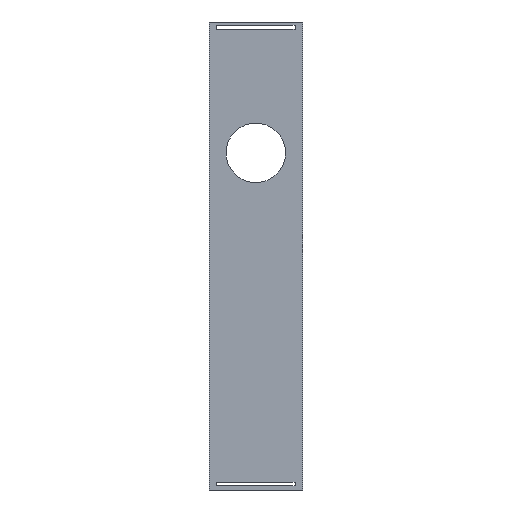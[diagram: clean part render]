
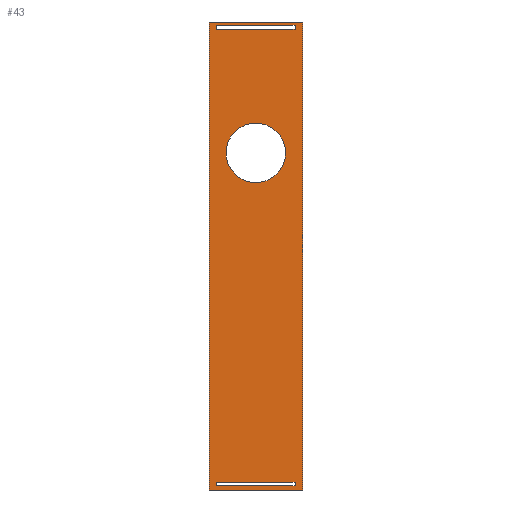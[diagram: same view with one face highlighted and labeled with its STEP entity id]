
A CAD part, front view. The second image highlights one B-rep face of the part: STEP entity #43.
In plain terms, the highlighted planar face has unit normal (0, -1, 0).
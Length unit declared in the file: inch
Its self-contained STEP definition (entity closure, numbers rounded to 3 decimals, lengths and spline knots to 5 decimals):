
#2 = ORIENTED_EDGE ( 'NONE', *, *, #489, .F. ) ;
#4 = ORIENTED_EDGE ( 'NONE', *, *, #313, .F. ) ;
#8 = LINE ( 'NONE', #94, #442 ) ;
#9 = FACE_BOUND ( 'NONE', #193, .T. ) ;
#15 = DIRECTION ( 'NONE',  ( 1., 0., 0. ) ) ;
#21 = CARTESIAN_POINT ( 'NONE',  ( -0.52651, 0., -3.01867 ) ) ;
#22 = VECTOR ( 'NONE', #101, 39.37008 ) ;
#23 = DIRECTION ( 'NONE',  ( 0., 0., -1. ) ) ;
#27 = LINE ( 'NONE', #472, #515 ) ;
#29 = EDGE_CURVE ( 'NONE', #474, #420, #350, .T. ) ;
#34 = EDGE_CURVE ( 'NONE', #293, #222, #340, .T. ) ;
#43 = ADVANCED_FACE ( 'NONE', ( #462, #9, #259, #135 ), #300, .T. ) ;
#45 = CARTESIAN_POINT ( 'NONE',  ( -0.00293, 0., 0.97959 ) ) ;
#55 = LINE ( 'NONE', #189, #22 ) ;
#60 = CARTESIAN_POINT ( 'NONE',  ( -0.62339, 0., 3.12349 ) ) ;
#64 = DIRECTION ( 'NONE',  ( -1., 0., 0. ) ) ;
#74 = LINE ( 'NONE', #234, #369 ) ;
#75 = AXIS2_PLACEMENT_3D ( 'NONE', #93, #134, #422 ) ;
#76 = CARTESIAN_POINT ( 'NONE',  ( -0.52651, 0., -3.06626 ) ) ;
#82 = VERTEX_POINT ( 'NONE', #214 ) ;
#83 = EDGE_CURVE ( 'NONE', #82, #506, #303, .T. ) ;
#85 = VERTEX_POINT ( 'NONE', #385 ) ;
#93 = CARTESIAN_POINT ( 'NONE',  ( -0.00293, 0., 1.37625 ) ) ;
#94 = CARTESIAN_POINT ( 'NONE',  ( 0., 0., -3.01867 ) ) ;
#101 = DIRECTION ( 'NONE',  ( 0., 0., -1. ) ) ;
#102 = CARTESIAN_POINT ( 'NONE',  ( 0.62339, 0., -3.12349 ) ) ;
#110 = ORIENTED_EDGE ( 'NONE', *, *, #402, .F. ) ;
#118 = DIRECTION ( 'NONE',  ( 0., 0., -1. ) ) ;
#119 = ORIENTED_EDGE ( 'NONE', *, *, #294, .F. ) ;
#123 = ORIENTED_EDGE ( 'NONE', *, *, #510, .F. ) ;
#125 = AXIS2_PLACEMENT_3D ( 'NONE', #172, #344, #170 ) ;
#127 = ORIENTED_EDGE ( 'NONE', *, *, #436, .F. ) ;
#128 = CARTESIAN_POINT ( 'NONE',  ( 0.52066, 0., -3.01867 ) ) ;
#130 = CARTESIAN_POINT ( 'NONE',  ( 0.52066, 0., 0. ) ) ;
#134 = DIRECTION ( 'NONE',  ( 0., -1., 0. ) ) ;
#135 = FACE_OUTER_BOUND ( 'NONE', #502, .T. ) ;
#144 = CARTESIAN_POINT ( 'NONE',  ( -0.52651, 0., 3.08022 ) ) ;
#150 = VECTOR ( 'NONE', #23, 39.37008 ) ;
#152 = CARTESIAN_POINT ( 'NONE',  ( -0.62339, 0., 3.12349 ) ) ;
#156 = VERTEX_POINT ( 'NONE', #102 ) ;
#167 = LINE ( 'NONE', #427, #198 ) ;
#170 = DIRECTION ( 'NONE',  ( 0., 0., -1. ) ) ;
#171 = VERTEX_POINT ( 'NONE', #60 ) ;
#172 = CARTESIAN_POINT ( 'NONE',  ( 0., 0., 0. ) ) ;
#174 = LINE ( 'NONE', #336, #251 ) ;
#189 = CARTESIAN_POINT ( 'NONE',  ( -0.52651, 0., 0. ) ) ;
#193 = EDGE_LOOP ( 'NONE', ( #119, #346, #314, #291 ) ) ;
#194 = DIRECTION ( 'NONE',  ( 0., -1., 0. ) ) ;
#198 = VECTOR ( 'NONE', #341, 39.37008 ) ;
#202 = CARTESIAN_POINT ( 'NONE',  ( -0.62339, 0., -3.12349 ) ) ;
#210 = VERTEX_POINT ( 'NONE', #21 ) ;
#214 = CARTESIAN_POINT ( 'NONE',  ( 0.52066, 0., -3.06626 ) ) ;
#222 = VERTEX_POINT ( 'NONE', #445 ) ;
#223 = VECTOR ( 'NONE', #15, 39.37008 ) ;
#226 = LINE ( 'NONE', #392, #150 ) ;
#234 = CARTESIAN_POINT ( 'NONE',  ( 0.52066, 0., 0. ) ) ;
#236 = LINE ( 'NONE', #410, #456 ) ;
#238 = EDGE_CURVE ( 'NONE', #171, #85, #527, .T. ) ;
#242 = EDGE_CURVE ( 'NONE', #249, #82, #236, .T. ) ;
#249 = VERTEX_POINT ( 'NONE', #76 ) ;
#251 = VECTOR ( 'NONE', #382, 39.37008 ) ;
#252 = DIRECTION ( 'NONE',  ( 0., 0., 1. ) ) ;
#259 = FACE_BOUND ( 'NONE', #455, .T. ) ;
#279 = DIRECTION ( 'NONE',  ( 1., 0., 0. ) ) ;
#283 = AXIS2_PLACEMENT_3D ( 'NONE', #368, #194, #118 ) ;
#290 = CARTESIAN_POINT ( 'NONE',  ( -0.00293, 0., 1.77291 ) ) ;
#291 = ORIENTED_EDGE ( 'NONE', *, *, #242, .F. ) ;
#293 = VERTEX_POINT ( 'NONE', #480 ) ;
#294 = EDGE_CURVE ( 'NONE', #210, #249, #55, .T. ) ;
#296 = CIRCLE ( 'NONE', #283, 0.39666 ) ;
#297 = ORIENTED_EDGE ( 'NONE', *, *, #238, .F. ) ;
#298 = DIRECTION ( 'NONE',  ( -1., 0., 0. ) ) ;
#300 = PLANE ( 'NONE',  #125 ) ;
#303 = LINE ( 'NONE', #130, #429 ) ;
#309 = ORIENTED_EDGE ( 'NONE', *, *, #526, .F. ) ;
#313 = EDGE_CURVE ( 'NONE', #353, #293, #226, .T. ) ;
#314 = ORIENTED_EDGE ( 'NONE', *, *, #83, .F. ) ;
#315 = VECTOR ( 'NONE', #279, 39.37008 ) ;
#336 = CARTESIAN_POINT ( 'NONE',  ( 0.62339, 0., 3.12349 ) ) ;
#340 = LINE ( 'NONE', #512, #223 ) ;
#341 = DIRECTION ( 'NONE',  ( 0., 0., 1. ) ) ;
#344 = DIRECTION ( 'NONE',  ( 0., -1., 0. ) ) ;
#346 = ORIENTED_EDGE ( 'NONE', *, *, #468, .F. ) ;
#350 = CIRCLE ( 'NONE', #75, 0.39666 ) ;
#353 = VERTEX_POINT ( 'NONE', #144 ) ;
#368 = CARTESIAN_POINT ( 'NONE',  ( -0.00293, 0., 1.37625 ) ) ;
#369 = VECTOR ( 'NONE', #457, 39.37008 ) ;
#373 = EDGE_CURVE ( 'NONE', #460, #353, #27, .T. ) ;
#376 = EDGE_LOOP ( 'NONE', ( #110, #378 ) ) ;
#378 = ORIENTED_EDGE ( 'NONE', *, *, #29, .F. ) ;
#382 = DIRECTION ( 'NONE',  ( 0., 0., -1. ) ) ;
#385 = CARTESIAN_POINT ( 'NONE',  ( 0.62339, 0., 3.12349 ) ) ;
#392 = CARTESIAN_POINT ( 'NONE',  ( -0.52651, 0., 0. ) ) ;
#402 = EDGE_CURVE ( 'NONE', #420, #474, #296, .T. ) ;
#407 = ORIENTED_EDGE ( 'NONE', *, *, #34, .F. ) ;
#410 = CARTESIAN_POINT ( 'NONE',  ( 0., 0., -3.06626 ) ) ;
#417 = CARTESIAN_POINT ( 'NONE',  ( -0.62339, 0., -3.12349 ) ) ;
#420 = VERTEX_POINT ( 'NONE', #290 ) ;
#422 = DIRECTION ( 'NONE',  ( 0., 0., -1. ) ) ;
#425 = DIRECTION ( 'NONE',  ( -1., 0., 0. ) ) ;
#427 = CARTESIAN_POINT ( 'NONE',  ( -0.62339, 0., 3.12349 ) ) ;
#429 = VECTOR ( 'NONE', #252, 39.37008 ) ;
#436 = EDGE_CURVE ( 'NONE', #222, #460, #74, .T. ) ;
#442 = VECTOR ( 'NONE', #298, 39.37008 ) ;
#443 = ORIENTED_EDGE ( 'NONE', *, *, #373, .F. ) ;
#445 = CARTESIAN_POINT ( 'NONE',  ( 0.52066, 0., 3.02664 ) ) ;
#450 = DIRECTION ( 'NONE',  ( 1., 0., 0. ) ) ;
#454 = VERTEX_POINT ( 'NONE', #417 ) ;
#455 = EDGE_LOOP ( 'NONE', ( #4, #443, #127, #407 ) ) ;
#456 = VECTOR ( 'NONE', #450, 39.37008 ) ;
#457 = DIRECTION ( 'NONE',  ( 0., 0., 1. ) ) ;
#460 = VERTEX_POINT ( 'NONE', #501 ) ;
#462 = FACE_BOUND ( 'NONE', #376, .T. ) ;
#468 = EDGE_CURVE ( 'NONE', #506, #210, #8, .T. ) ;
#472 = CARTESIAN_POINT ( 'NONE',  ( 0., 0., 3.08022 ) ) ;
#474 = VERTEX_POINT ( 'NONE', #45 ) ;
#480 = CARTESIAN_POINT ( 'NONE',  ( -0.52651, 0., 3.02664 ) ) ;
#489 = EDGE_CURVE ( 'NONE', #85, #156, #174, .T. ) ;
#501 = CARTESIAN_POINT ( 'NONE',  ( 0.52066, 0., 3.08022 ) ) ;
#502 = EDGE_LOOP ( 'NONE', ( #2, #297, #123, #309 ) ) ;
#503 = LINE ( 'NONE', #202, #539 ) ;
#506 = VERTEX_POINT ( 'NONE', #128 ) ;
#510 = EDGE_CURVE ( 'NONE', #454, #171, #167, .T. ) ;
#512 = CARTESIAN_POINT ( 'NONE',  ( 0., 0., 3.02664 ) ) ;
#515 = VECTOR ( 'NONE', #64, 39.37008 ) ;
#526 = EDGE_CURVE ( 'NONE', #156, #454, #503, .T. ) ;
#527 = LINE ( 'NONE', #152, #315 ) ;
#539 = VECTOR ( 'NONE', #425, 39.37008 ) ;
